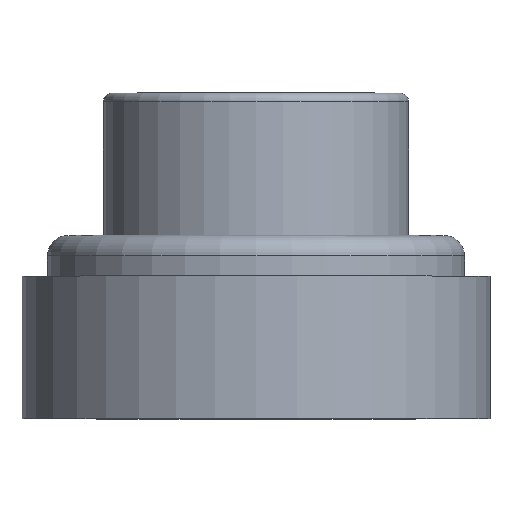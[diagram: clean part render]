
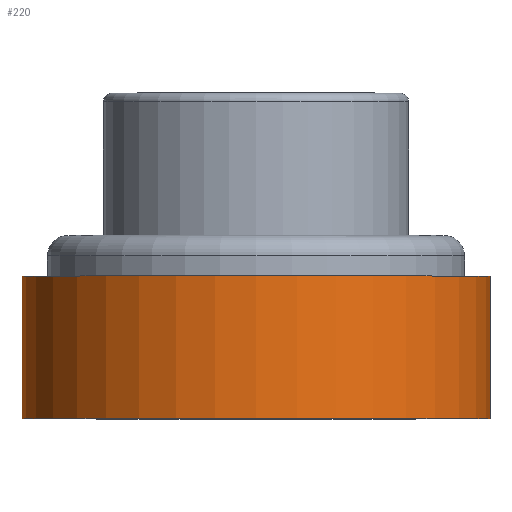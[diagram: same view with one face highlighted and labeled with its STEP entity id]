
A CAD part, top view. The second image highlights one B-rep face of the part: STEP entity #220.
In plain terms, the highlighted cylindrical face has radius 11.5 mm (diameter 23 mm), a full revolution.
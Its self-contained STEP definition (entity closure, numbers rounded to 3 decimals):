
#21=LINE('',#416,#27);
#27=VECTOR('',#349,11.5);
#32=CYLINDRICAL_SURFACE('',#269,11.5);
#54=FACE_OUTER_BOUND('',#71,.T.);
#71=EDGE_LOOP('',(#198,#199,#200,#201));
#97=CIRCLE('',#270,11.5);
#98=CIRCLE('',#271,11.5);
#117=VERTEX_POINT('',#413);
#118=VERTEX_POINT('',#415);
#145=EDGE_CURVE('',#117,#117,#97,.T.);
#146=EDGE_CURVE('',#117,#118,#21,.T.);
#147=EDGE_CURVE('',#118,#118,#98,.T.);
#198=ORIENTED_EDGE('',*,*,#145,.F.);
#199=ORIENTED_EDGE('',*,*,#146,.T.);
#200=ORIENTED_EDGE('',*,*,#147,.T.);
#201=ORIENTED_EDGE('',*,*,#146,.F.);
#220=ADVANCED_FACE('',(#54),#32,.T.);
#269=AXIS2_PLACEMENT_3D('',#412,#345,#346);
#270=AXIS2_PLACEMENT_3D('',#414,#347,#348);
#271=AXIS2_PLACEMENT_3D('',#417,#350,#351);
#345=DIRECTION('center_axis',(0.,1.,0.));
#346=DIRECTION('ref_axis',(1.,0.,0.));
#347=DIRECTION('center_axis',(0.,1.,0.));
#348=DIRECTION('ref_axis',(1.,0.,0.));
#349=DIRECTION('',(0.,-1.,0.));
#350=DIRECTION('center_axis',(0.,1.,0.));
#351=DIRECTION('ref_axis',(1.,0.,0.));
#412=CARTESIAN_POINT('Origin',(0.,0.,0.));
#413=CARTESIAN_POINT('',(-11.5,7.,0.));
#414=CARTESIAN_POINT('Origin',(0.,7.,0.));
#415=CARTESIAN_POINT('',(-11.5,0.,0.));
#416=CARTESIAN_POINT('',(-11.5,0.,0.));
#417=CARTESIAN_POINT('Origin',(0.,0.,0.));
